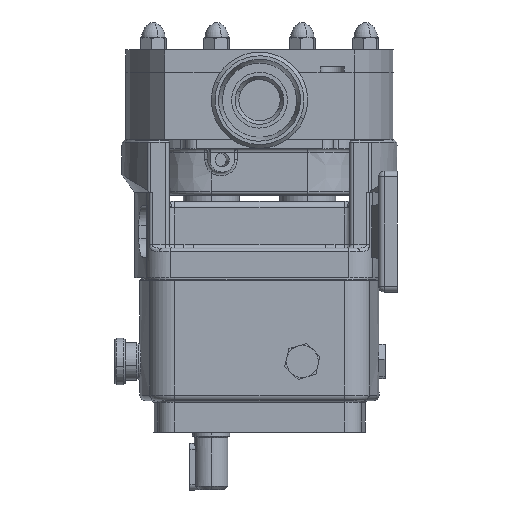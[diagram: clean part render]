
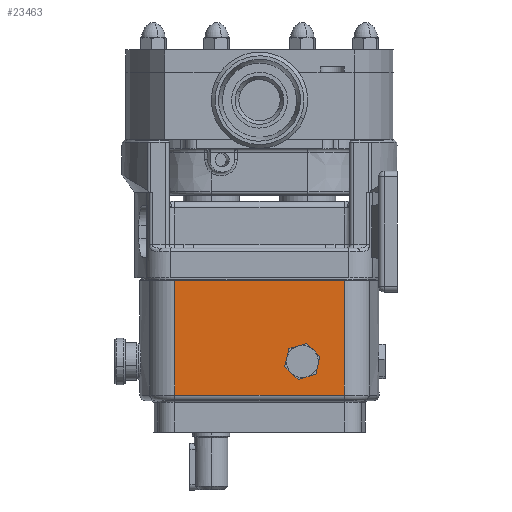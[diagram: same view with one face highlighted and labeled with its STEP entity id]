
A CAD part, left-side view. The second image highlights one B-rep face of the part: STEP entity #23463.
In plain terms, the highlighted planar face has unit normal (-1, 0, 0).
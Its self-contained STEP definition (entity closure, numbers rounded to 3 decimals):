
#181 = CARTESIAN_POINT ( 'NONE',  ( -46.005, -13.529, -121.777 ) ) ;
#340 = EDGE_CURVE ( 'NONE', #18122, #15741, #9248, .T. ) ;
#466 = VECTOR ( 'NONE', #22761, 1000. ) ;
#595 = VECTOR ( 'NONE', #4765, 1000. ) ;
#707 = VERTEX_POINT ( 'NONE', #2896 ) ;
#821 = ORIENTED_EDGE ( 'NONE', *, *, #340, .F. ) ;
#923 = ORIENTED_EDGE ( 'NONE', *, *, #12151, .T. ) ;
#974 = CARTESIAN_POINT ( 'NONE',  ( -46.005, -45.477, -75.4 ) ) ;
#1001 = DIRECTION ( 'NONE',  ( 0., -0.73, -0.683 ) ) ;
#1032 = DIRECTION ( 'NONE',  ( 1., 0., 0. ) ) ;
#1153 = FACE_OUTER_BOUND ( 'NONE', #17638, .T. ) ;
#1159 = EDGE_CURVE ( 'NONE', #18122, #18362, #8553, .T. ) ;
#1553 = VECTOR ( 'NONE', #16641, 1000. ) ;
#1877 = DIRECTION ( 'NONE',  ( 0., -0.227, 0.974 ) ) ;
#1932 = VECTOR ( 'NONE', #6540, 1000. ) ;
#1936 = EDGE_CURVE ( 'NONE', #707, #7487, #2794, .T. ) ;
#2687 = LINE ( 'NONE', #11711, #466 ) ;
#2794 = LINE ( 'NONE', #10036, #21871 ) ;
#2820 = CARTESIAN_POINT ( 'NONE',  ( -46.005, -23.191, -155.887 ) ) ;
#2896 = CARTESIAN_POINT ( 'NONE',  ( -46.005, -25.244, -109.259 ) ) ;
#3073 = VERTEX_POINT ( 'NONE', #974 ) ;
#3665 = VERTEX_POINT ( 'NONE', #181 ) ;
#3999 = VERTEX_POINT ( 'NONE', #22248 ) ;
#4162 = CARTESIAN_POINT ( 'NONE',  ( -46.005, 48.025, -131.512 ) ) ;
#4317 = LINE ( 'NONE', #17035, #7568 ) ;
#4479 = DIRECTION ( 'NONE',  ( 0., 0.227, -0.974 ) ) ;
#4765 = DIRECTION ( 'NONE',  ( 0., -1., 0. ) ) ;
#4943 = FACE_BOUND ( 'NONE', #5375, .T. ) ;
#4968 = VECTOR ( 'NONE', #17107, 1000. ) ;
#5375 = EDGE_LOOP ( 'NONE', ( #21280, #18141, #17295, #21666, #15646, #19522 ) ) ;
#5750 = EDGE_CURVE ( 'NONE', #7487, #10468, #13753, .T. ) ;
#6256 = CARTESIAN_POINT ( 'NONE',  ( -46.005, -20.756, -128.541 ) ) ;
#6540 = DIRECTION ( 'NONE',  ( 0., 0., 1. ) ) ;
#6546 = CARTESIAN_POINT ( 'NONE',  ( -46.005, -45.477, -136.9 ) ) ;
#7449 = DIRECTION ( 'NONE',  ( 0., 0., 1. ) ) ;
#7472 = VECTOR ( 'NONE', #4479, 1000. ) ;
#7487 = VERTEX_POINT ( 'NONE', #11348 ) ;
#7568 = VECTOR ( 'NONE', #15945, 1000. ) ;
#7764 = VECTOR ( 'NONE', #7449, 1000. ) ;
#8319 = CARTESIAN_POINT ( 'NONE',  ( -46.005, -45.477, -136.9 ) ) ;
#8415 = LINE ( 'NONE', #19357, #4968 ) ;
#8553 = LINE ( 'NONE', #6546, #595 ) ;
#8877 = LINE ( 'NONE', #9240, #12386 ) ;
#9240 = CARTESIAN_POINT ( 'NONE',  ( -46.005, -6.492, -151.999 ) ) ;
#9248 = LINE ( 'NONE', #16491, #7764 ) ;
#10036 = CARTESIAN_POINT ( 'NONE',  ( -46.005, -2.834, -88.284 ) ) ;
#10468 = VERTEX_POINT ( 'NONE', #16937 ) ;
#10838 = ORIENTED_EDGE ( 'NONE', *, *, #13295, .T. ) ;
#11194 = CARTESIAN_POINT ( 'NONE',  ( -46.005, 45.477, -136.9 ) ) ;
#11348 = CARTESIAN_POINT ( 'NONE',  ( -46.005, -32.471, -116.023 ) ) ;
#11711 = CARTESIAN_POINT ( 'NONE',  ( -46.005, 8.882, -100.801 ) ) ;
#11961 = PLANE ( 'NONE',  #16805 ) ;
#12151 = EDGE_CURVE ( 'NONE', #3073, #15741, #4317, .T. ) ;
#12245 = CARTESIAN_POINT ( 'NONE',  ( -46.005, -45.477, -139.9 ) ) ;
#12308 = CARTESIAN_POINT ( 'NONE',  ( -46.005, 45.477, -139.9 ) ) ;
#12386 = VECTOR ( 'NONE', #1877, 1000. ) ;
#13295 = EDGE_CURVE ( 'NONE', #18362, #3073, #17704, .T. ) ;
#13388 = ORIENTED_EDGE ( 'NONE', *, *, #1159, .T. ) ;
#13753 = LINE ( 'NONE', #2820, #7472 ) ;
#13818 = EDGE_CURVE ( 'NONE', #10468, #20900, #8415, .T. ) ;
#14785 = EDGE_CURVE ( 'NONE', #3999, #707, #18890, .T. ) ;
#15646 = ORIENTED_EDGE ( 'NONE', *, *, #1936, .T. ) ;
#15719 = CARTESIAN_POINT ( 'NONE',  ( -46.005, 45.477, -75.4 ) ) ;
#15741 = VERTEX_POINT ( 'NONE', #15719 ) ;
#15945 = DIRECTION ( 'NONE',  ( 0., 1., 0. ) ) ;
#16491 = CARTESIAN_POINT ( 'NONE',  ( -46.005, 45.477, -139.9 ) ) ;
#16641 = DIRECTION ( 'NONE',  ( 0., -0.957, 0.291 ) ) ;
#16805 = AXIS2_PLACEMENT_3D ( 'NONE', #12308, #1032, #19559 ) ;
#16937 = CARTESIAN_POINT ( 'NONE',  ( -46.005, -30.227, -125.664 ) ) ;
#17035 = CARTESIAN_POINT ( 'NONE',  ( -46.005, 45.477, -75.4 ) ) ;
#17107 = DIRECTION ( 'NONE',  ( 0., 0.957, -0.291 ) ) ;
#17295 = ORIENTED_EDGE ( 'NONE', *, *, #19500, .T. ) ;
#17638 = EDGE_LOOP ( 'NONE', ( #821, #13388, #10838, #923 ) ) ;
#17704 = LINE ( 'NONE', #12245, #1932 ) ;
#18122 = VERTEX_POINT ( 'NONE', #11194 ) ;
#18141 = ORIENTED_EDGE ( 'NONE', *, *, #22275, .T. ) ;
#18362 = VERTEX_POINT ( 'NONE', #8319 ) ;
#18890 = LINE ( 'NONE', #4162, #1553 ) ;
#19357 = CARTESIAN_POINT ( 'NONE',  ( -46.005, 43.042, -147.917 ) ) ;
#19500 = EDGE_CURVE ( 'NONE', #3665, #3999, #8877, .T. ) ;
#19522 = ORIENTED_EDGE ( 'NONE', *, *, #5750, .T. ) ;
#19559 = DIRECTION ( 'NONE',  ( 0., -1., 0. ) ) ;
#20900 = VERTEX_POINT ( 'NONE', #6256 ) ;
#21280 = ORIENTED_EDGE ( 'NONE', *, *, #13818, .T. ) ;
#21666 = ORIENTED_EDGE ( 'NONE', *, *, #14785, .T. ) ;
#21871 = VECTOR ( 'NONE', #1001, 1000. ) ;
#22248 = CARTESIAN_POINT ( 'NONE',  ( -46.005, -15.773, -112.136 ) ) ;
#22275 = EDGE_CURVE ( 'NONE', #20900, #3665, #2687, .T. ) ;
#22761 = DIRECTION ( 'NONE',  ( 0., 0.73, 0.683 ) ) ;
#23463 = ADVANCED_FACE ( 'NONE', ( #4943, #1153 ), #11961, .F. ) ;
